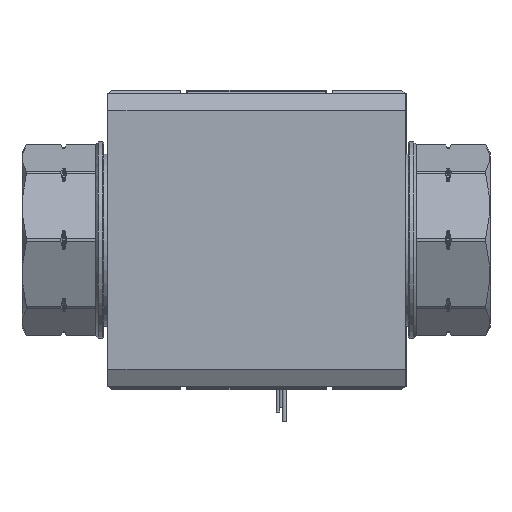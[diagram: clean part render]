
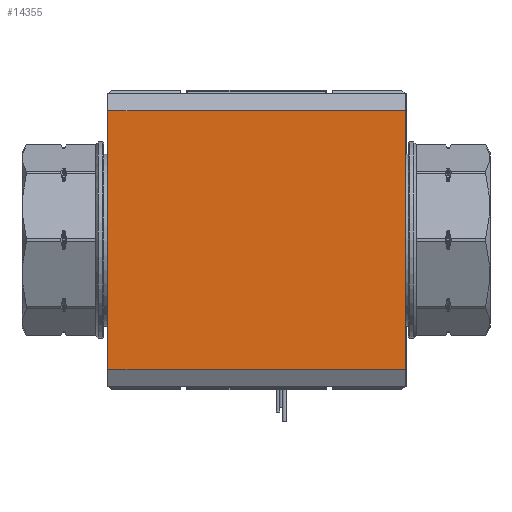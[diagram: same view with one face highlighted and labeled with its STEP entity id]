
A CAD part, front view. The second image highlights one B-rep face of the part: STEP entity #14355.
In plain terms, the highlighted planar face has unit normal (0, -1, 0).
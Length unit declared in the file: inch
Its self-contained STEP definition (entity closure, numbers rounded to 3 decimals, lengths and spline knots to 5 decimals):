
#116 = DIRECTION ( 'NONE',  ( 0., 1., 0. ) ) ;
#904 = DIRECTION ( 'NONE',  ( 1., 0., 0. ) ) ;
#1140 = VECTOR ( 'NONE', #3974, 39.37008 ) ;
#1186 = CARTESIAN_POINT ( 'NONE',  ( 1.19094, -1.27953, 0. ) ) ;
#3238 = CARTESIAN_POINT ( 'NONE',  ( -1.19094, -1.27953, -1.03685 ) ) ;
#3674 = VECTOR ( 'NONE', #16625, 39.37008 ) ;
#3974 = DIRECTION ( 'NONE',  ( 0., 0., -1. ) ) ;
#5357 = EDGE_CURVE ( 'NONE', #26919, #27911, #39330, .T. ) ;
#6341 = CARTESIAN_POINT ( 'NONE',  ( -1.19094, -1.27953, 1.03685 ) ) ;
#7085 = DIRECTION ( 'NONE',  ( 1., 0., 0. ) ) ;
#8074 = DIRECTION ( 'NONE',  ( 0., 0., 1. ) ) ;
#8088 = EDGE_LOOP ( 'NONE', ( #36503, #45141, #44510, #13355 ) ) ;
#9104 = CARTESIAN_POINT ( 'NONE',  ( 1.19094, -1.27953, -1.03685 ) ) ;
#9844 = LINE ( 'NONE', #25052, #11161 ) ;
#11072 = CARTESIAN_POINT ( 'NONE',  ( 1.19094, -1.27953, 1.03685 ) ) ;
#11161 = VECTOR ( 'NONE', #7085, 39.37008 ) ;
#13355 = ORIENTED_EDGE ( 'NONE', *, *, #30237, .T. ) ;
#14355 = ADVANCED_FACE ( 'NONE', ( #27005 ), #26519, .F. ) ;
#16057 = CARTESIAN_POINT ( 'NONE',  ( 1.19094, -1.27953, -1.03685 ) ) ;
#16625 = DIRECTION ( 'NONE',  ( 0., 0., -1. ) ) ;
#25052 = CARTESIAN_POINT ( 'NONE',  ( 1.19094, -1.27953, 1.03685 ) ) ;
#26255 = VECTOR ( 'NONE', #904, 39.37008 ) ;
#26519 = PLANE ( 'NONE',  #46282 ) ;
#26919 = VERTEX_POINT ( 'NONE', #31740 ) ;
#27005 = FACE_OUTER_BOUND ( 'NONE', #8088, .T. ) ;
#27911 = VERTEX_POINT ( 'NONE', #16057 ) ;
#28575 = VERTEX_POINT ( 'NONE', #3238 ) ;
#30237 = EDGE_CURVE ( 'NONE', #41251, #28575, #38147, .T. ) ;
#31740 = CARTESIAN_POINT ( 'NONE',  ( 1.19094, -1.27953, 1.03685 ) ) ;
#36503 = ORIENTED_EDGE ( 'NONE', *, *, #36893, .T. ) ;
#36893 = EDGE_CURVE ( 'NONE', #28575, #27911, #39058, .T. ) ;
#37100 = EDGE_CURVE ( 'NONE', #41251, #26919, #9844, .T. ) ;
#38147 = LINE ( 'NONE', #45648, #1140 ) ;
#39058 = LINE ( 'NONE', #9104, #26255 ) ;
#39330 = LINE ( 'NONE', #1186, #3674 ) ;
#41251 = VERTEX_POINT ( 'NONE', #6341 ) ;
#44510 = ORIENTED_EDGE ( 'NONE', *, *, #37100, .F. ) ;
#45141 = ORIENTED_EDGE ( 'NONE', *, *, #5357, .F. ) ;
#45648 = CARTESIAN_POINT ( 'NONE',  ( -1.19094, -1.27953, 0. ) ) ;
#46282 = AXIS2_PLACEMENT_3D ( 'NONE', #11072, #116, #8074 ) ;
